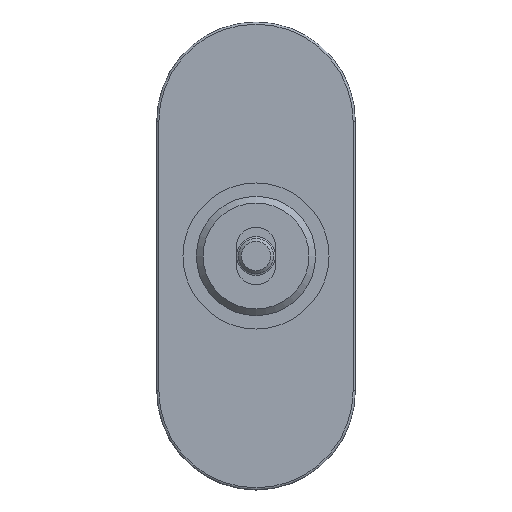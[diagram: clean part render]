
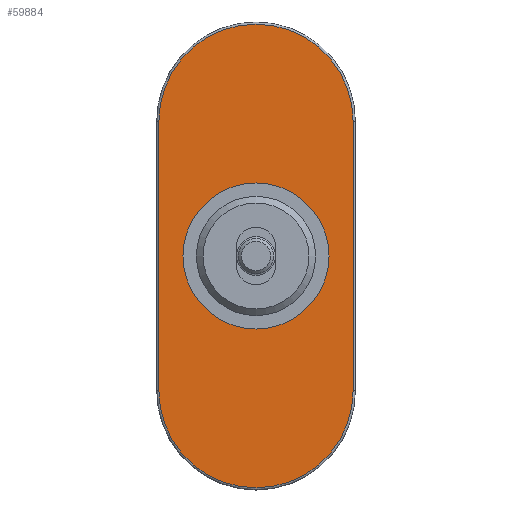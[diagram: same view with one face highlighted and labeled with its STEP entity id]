
A CAD part, left-side view. The second image highlights one B-rep face of the part: STEP entity #59884.
In plain terms, the highlighted face is planar.
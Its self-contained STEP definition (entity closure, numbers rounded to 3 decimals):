
#2074 = AXIS2_PLACEMENT_3D ( 'NONE', #52068, #31453, #41683 ) ;
#2318 = VERTEX_POINT ( 'NONE', #56175 ) ;
#2400 = VERTEX_POINT ( 'NONE', #21688 ) ;
#3152 = AXIS2_PLACEMENT_3D ( 'NONE', #56849, #5856, #11357 ) ;
#4357 = LINE ( 'NONE', #52434, #45618 ) ;
#4848 = ORIENTED_EDGE ( 'NONE', *, *, #63568, .T. ) ;
#4994 = VERTEX_POINT ( 'NONE', #26147 ) ;
#5498 = ORIENTED_EDGE ( 'NONE', *, *, #62180, .T. ) ;
#5856 = DIRECTION ( 'NONE',  ( 1., 0., 0. ) ) ;
#7514 = EDGE_LOOP ( 'NONE', ( #4848, #5498, #38945, #50506 ) ) ;
#10816 = CARTESIAN_POINT ( 'NONE',  ( 0., 0., 0. ) ) ;
#11357 = DIRECTION ( 'NONE',  ( 0., 0., -1. ) ) ;
#11452 = PLANE ( 'NONE',  #2074 ) ;
#16732 = CARTESIAN_POINT ( 'NONE',  ( 0., -22., -30.5 ) ) ;
#17608 = EDGE_CURVE ( 'NONE', #4994, #35126, #45098, .T. ) ;
#19473 = CARTESIAN_POINT ( 'NONE',  ( 0., -22., 30.5 ) ) ;
#21688 = CARTESIAN_POINT ( 'NONE',  ( 0., 0., -16.55 ) ) ;
#22395 = AXIS2_PLACEMENT_3D ( 'NONE', #10816, #46343, #31240 ) ;
#22707 = AXIS2_PLACEMENT_3D ( 'NONE', #40763, #36056, #41642 ) ;
#26147 = CARTESIAN_POINT ( 'NONE',  ( 0., 22., 30.5 ) ) ;
#29864 = VERTEX_POINT ( 'NONE', #16732 ) ;
#30259 = FACE_OUTER_BOUND ( 'NONE', #7514, .T. ) ;
#30530 = VECTOR ( 'NONE', #44115, 1000. ) ;
#31240 = DIRECTION ( 'NONE',  ( 0., 0., -1. ) ) ;
#31453 = DIRECTION ( 'NONE',  ( 1., 0., 0. ) ) ;
#33984 = CARTESIAN_POINT ( 'NONE',  ( 0., -22., 30.5 ) ) ;
#35126 = VERTEX_POINT ( 'NONE', #33984 ) ;
#36056 = DIRECTION ( 'NONE',  ( 1., 0., 0. ) ) ;
#38500 = EDGE_LOOP ( 'NONE', ( #40778 ) ) ;
#38945 = ORIENTED_EDGE ( 'NONE', *, *, #47252, .T. ) ;
#40763 = CARTESIAN_POINT ( 'NONE',  ( 0., 0., -30.5 ) ) ;
#40778 = ORIENTED_EDGE ( 'NONE', *, *, #56151, .F. ) ;
#41642 = DIRECTION ( 'NONE',  ( 0., 0., -1. ) ) ;
#41683 = DIRECTION ( 'NONE',  ( 0., 0., -1. ) ) ;
#42471 = DIRECTION ( 'NONE',  ( 0., 0., 1. ) ) ;
#43066 = FACE_BOUND ( 'NONE', #38500, .T. ) ;
#44115 = DIRECTION ( 'NONE',  ( 0., 0., -1. ) ) ;
#45098 = CIRCLE ( 'NONE', #3152, 22. ) ;
#45618 = VECTOR ( 'NONE', #42471, 1000. ) ;
#46343 = DIRECTION ( 'NONE',  ( 1., 0., 0. ) ) ;
#47252 = EDGE_CURVE ( 'NONE', #2318, #4994, #4357, .T. ) ;
#50506 = ORIENTED_EDGE ( 'NONE', *, *, #17608, .T. ) ;
#51250 = CIRCLE ( 'NONE', #22707, 22. ) ;
#52068 = CARTESIAN_POINT ( 'NONE',  ( 0., 0., 30.5 ) ) ;
#52434 = CARTESIAN_POINT ( 'NONE',  ( 0., 22., 30.5 ) ) ;
#56151 = EDGE_CURVE ( 'NONE', #2400, #2400, #60165, .T. ) ;
#56175 = CARTESIAN_POINT ( 'NONE',  ( 0., 22., -30.5 ) ) ;
#56849 = CARTESIAN_POINT ( 'NONE',  ( 0., 0., 30.5 ) ) ;
#57477 = LINE ( 'NONE', #19473, #30530 ) ;
#59884 = ADVANCED_FACE ( 'NONE', ( #43066, #30259 ), #11452, .T. ) ;
#60165 = CIRCLE ( 'NONE', #22395, 16.55 ) ;
#62180 = EDGE_CURVE ( 'NONE', #29864, #2318, #51250, .T. ) ;
#63568 = EDGE_CURVE ( 'NONE', #35126, #29864, #57477, .T. ) ;
